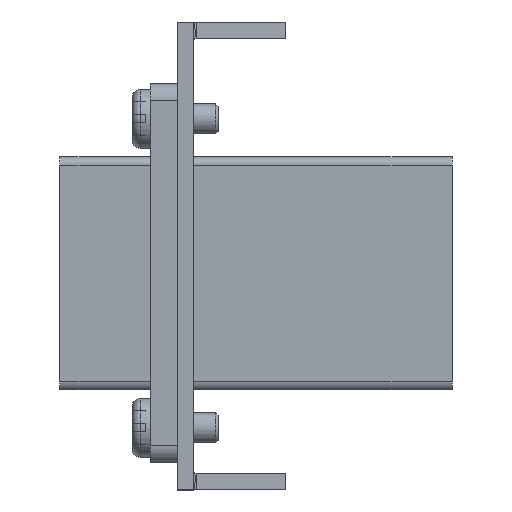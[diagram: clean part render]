
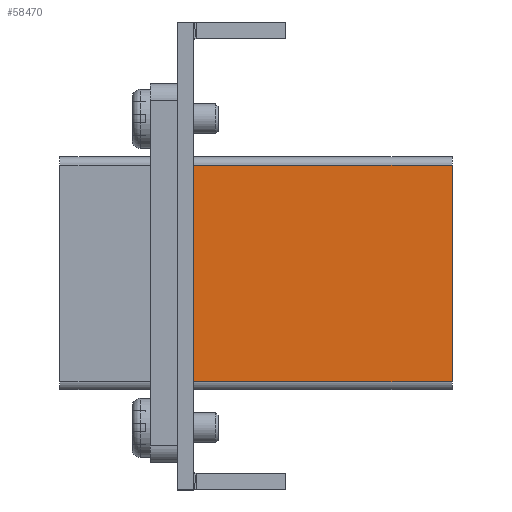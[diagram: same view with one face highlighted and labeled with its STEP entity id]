
A CAD part, left-side view. The second image highlights one B-rep face of the part: STEP entity #58470.
In plain terms, the highlighted planar face has unit normal (-1, 0, 0).
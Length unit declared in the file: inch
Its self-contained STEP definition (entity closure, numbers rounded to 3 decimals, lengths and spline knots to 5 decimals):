
#10134 = LINE ( 'NONE', #10200, #10199 ) ;
#10135 = CARTESIAN_POINT ( 'NONE',  ( -0.3125, -0.05, 0.4 ) ) ;
#10198 = DIRECTION ( 'NONE',  ( 0., 0., -1. ) ) ;
#10199 = VECTOR ( 'NONE', #10198, 39.37008 ) ;
#10200 = CARTESIAN_POINT ( 'NONE',  ( -0.3125, -0.05, -0.43 ) ) ;
#10232 = CARTESIAN_POINT ( 'NONE',  ( -0.3125, -0.05, -0.4 ) ) ;
#11077 = PLANE ( 'NONE',  #11138 ) ;
#11078 = FACE_OUTER_BOUND ( 'NONE', #58474, .T. ) ;
#11091 = DIRECTION ( 'NONE',  ( 0., -1., 0. ) ) ;
#11092 = VECTOR ( 'NONE', #11091, 39.37008 ) ;
#11093 = CARTESIAN_POINT ( 'NONE',  ( -0.3125, -2.99812, -0.4 ) ) ;
#11094 = LINE ( 'NONE', #11093, #11092 ) ;
#11095 = CARTESIAN_POINT ( 'NONE',  ( -0.3125, -1.065, 0.4 ) ) ;
#11126 = CARTESIAN_POINT ( 'NONE',  ( -0.3125, -1.065, -0.4 ) ) ;
#11127 = DIRECTION ( 'NONE',  ( 0., 0., -1. ) ) ;
#11128 = VECTOR ( 'NONE', #11127, 39.37008 ) ;
#11129 = CARTESIAN_POINT ( 'NONE',  ( -0.3125, -1.065, -0.43 ) ) ;
#11130 = LINE ( 'NONE', #11129, #11128 ) ;
#11135 = DIRECTION ( 'NONE',  ( 0., 0., -1. ) ) ;
#11136 = DIRECTION ( 'NONE',  ( 1., 0., 0. ) ) ;
#11137 = CARTESIAN_POINT ( 'NONE',  ( -0.3125, -2.99812, -0.43 ) ) ;
#11138 = AXIS2_PLACEMENT_3D ( 'NONE', #11137, #11136, #11135 ) ;
#11193 = DIRECTION ( 'NONE',  ( 0., 1., 0. ) ) ;
#11194 = VECTOR ( 'NONE', #11193, 39.37008 ) ;
#11195 = CARTESIAN_POINT ( 'NONE',  ( -0.3125, -2.99812, 0.4 ) ) ;
#11196 = LINE ( 'NONE', #11195, #11194 ) ;
#58082 = VERTEX_POINT ( 'NONE', #10135 ) ;
#58083 = EDGE_CURVE ( 'NONE', #58082, #58135, #10134, .T. ) ;
#58135 = VERTEX_POINT ( 'NONE', #10232 ) ;
#58462 = ORIENTED_EDGE ( 'NONE', *, *, #58475, .F. ) ;
#58463 = VERTEX_POINT ( 'NONE', #11095 ) ;
#58464 = ORIENTED_EDGE ( 'NONE', *, *, #58465, .T. ) ;
#58465 = EDGE_CURVE ( 'NONE', #58135, #58476, #11094, .T. ) ;
#58470 = ADVANCED_FACE ( 'NONE', ( #11078 ), #11077, .F. ) ;
#58474 = EDGE_LOOP ( 'NONE', ( #58462, #58512, #58514, #58464 ) ) ;
#58475 = EDGE_CURVE ( 'NONE', #58463, #58476, #11130, .T. ) ;
#58476 = VERTEX_POINT ( 'NONE', #11126 ) ;
#58512 = ORIENTED_EDGE ( 'NONE', *, *, #58513, .T. ) ;
#58513 = EDGE_CURVE ( 'NONE', #58463, #58082, #11196, .T. ) ;
#58514 = ORIENTED_EDGE ( 'NONE', *, *, #58083, .T. ) ;
